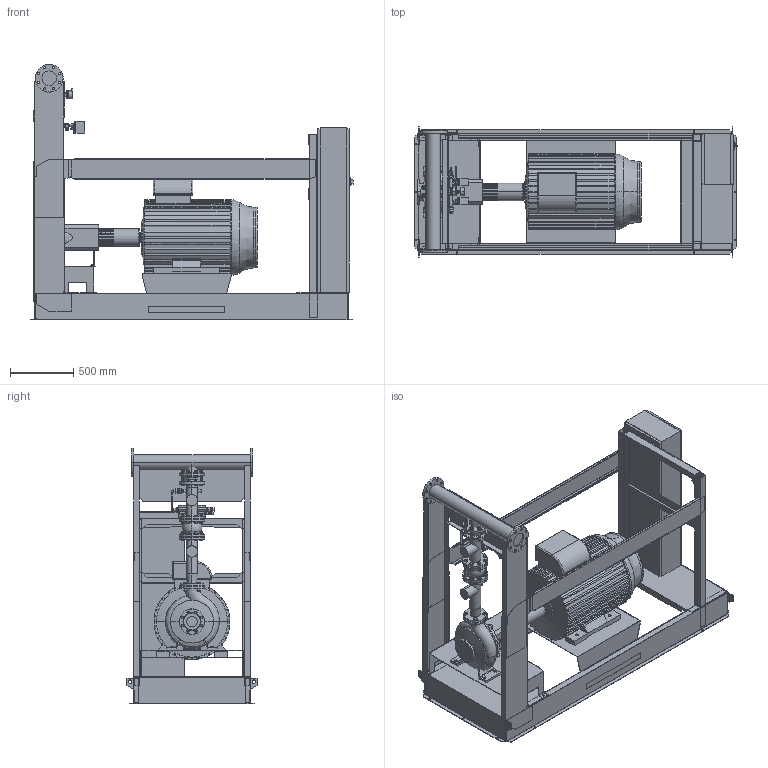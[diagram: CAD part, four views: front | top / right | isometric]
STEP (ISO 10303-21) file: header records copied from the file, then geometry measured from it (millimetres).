
FILE_DESCRIPTION((''),'2;1');
FILE_NAME('3d_Sifire-EN-65_315-292-75E-4183688.stp','2015-05-26T07:21:04',(''),(''),'Mechanical Desktop 2009','Mechanical Desktop 2009',', , ');
FILE_SCHEMA(('CONFIG_CONTROL_DESIGN'));
Length unit declared in the file: millimetre
Products named in the file (1): Product
Bounding box: 2544.5 x 1026 x 2015 mm (x, y, z)
Volume: 465418534 mm3; surface area: 26797571.2 mm2
Topology: 132 solids, 132 shells, 3248 faces, 7888 edges, 4981 vertices
Faces by surface type: plane 1228, bspline 953, cylinder 613, cone 394, torus 52, sphere 8
Full cylindrical faces by diameter (mm): 337.5 x1
Entity records: 103899 total; most frequent: CARTESIAN_POINT 32589, ORIENTED_EDGE 15764, DIRECTION 13469, EDGE_CURVE 7882, VERTEX_POINT 4980, AXIS2_PLACEMENT_3D 4673, VECTOR 4123, LINE 4123
